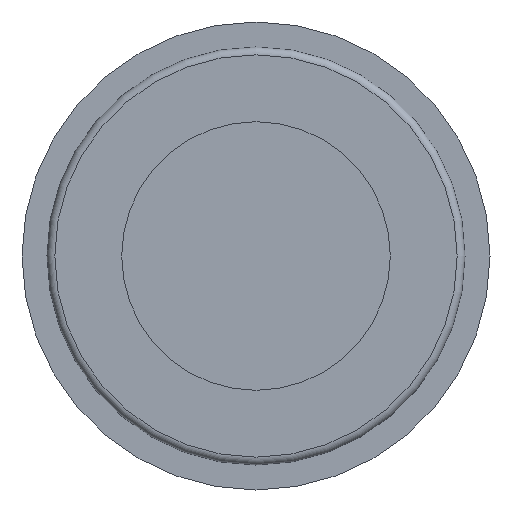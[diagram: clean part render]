
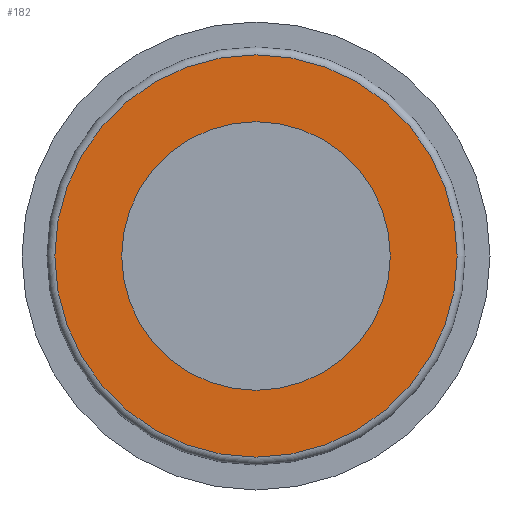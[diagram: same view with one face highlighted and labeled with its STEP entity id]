
A CAD part, front view. The second image highlights one B-rep face of the part: STEP entity #182.
In plain terms, the highlighted planar face has unit normal (0, -1, 0).
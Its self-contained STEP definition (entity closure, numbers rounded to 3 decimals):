
#18=FACE_BOUND('',#43,.T.);
#21=PLANE('',#222);
#29=FACE_OUTER_BOUND('',#42,.T.);
#42=EDGE_LOOP('',(#127));
#43=EDGE_LOOP('',(#128));
#68=CIRCLE('',#220,51.13);
#70=CIRCLE('',#223,34.13);
#85=VERTEX_POINT('',#318);
#86=VERTEX_POINT('',#322);
#100=EDGE_CURVE('',#85,#85,#68,.T.);
#102=EDGE_CURVE('',#86,#86,#70,.T.);
#127=ORIENTED_EDGE('',*,*,#100,.T.);
#128=ORIENTED_EDGE('',*,*,#102,.F.);
#182=ADVANCED_FACE('',(#29,#18),#21,.F.);
#220=AXIS2_PLACEMENT_3D('',#319,#256,#257);
#222=AXIS2_PLACEMENT_3D('',#321,#260,#261);
#223=AXIS2_PLACEMENT_3D('',#323,#262,#263);
#256=DIRECTION('center_axis',(0.,-1.,0.));
#257=DIRECTION('ref_axis',(0.,0.,-1.));
#260=DIRECTION('center_axis',(0.,1.,0.));
#261=DIRECTION('ref_axis',(0.,0.,1.));
#262=DIRECTION('center_axis',(0.,-1.,0.));
#263=DIRECTION('ref_axis',(0.,0.,-1.));
#318=CARTESIAN_POINT('',(0.,-2.,51.13));
#319=CARTESIAN_POINT('Origin',(0.,-2.,0.));
#321=CARTESIAN_POINT('Origin',(51.13,-2.,0.));
#322=CARTESIAN_POINT('',(0.,-2.,34.13));
#323=CARTESIAN_POINT('Origin',(0.,-2.,0.));
